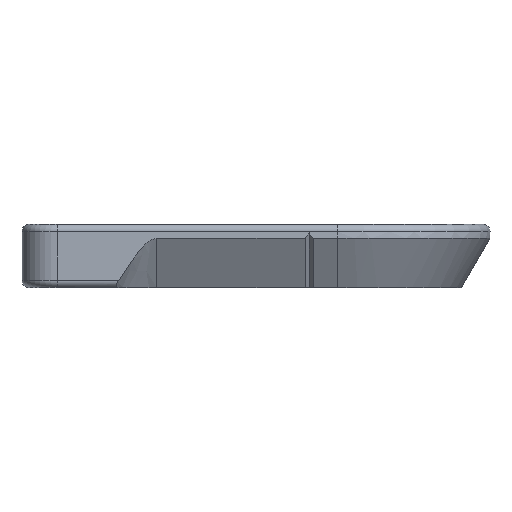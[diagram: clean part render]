
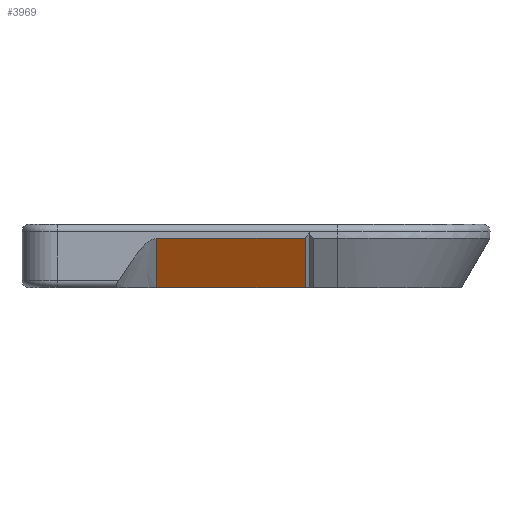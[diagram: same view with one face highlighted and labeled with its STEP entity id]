
A CAD part, left-side view. The second image highlights one B-rep face of the part: STEP entity #3969.
In plain terms, the highlighted planar face has unit normal (-0.866, 0, -0.5).
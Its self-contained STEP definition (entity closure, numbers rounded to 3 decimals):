
#836 = CARTESIAN_POINT ( 'NONE',  ( -17.5, 25.5, -4.45 ) ) ;
#1359 = CARTESIAN_POINT ( 'NONE',  ( -21.5, 4.571, 2.478 ) ) ;
#1861 = CARTESIAN_POINT ( 'NONE',  ( -21.5, 4.571, 2.478 ) ) ;
#2554 = CARTESIAN_POINT ( 'NONE',  ( -17.5, 4.571, -4.45 ) ) ;
#3830 = DIRECTION ( 'NONE',  ( 0.5, 0., -0.866 ) ) ;
#3969 = ADVANCED_FACE ( 'NONE', ( #14485 ), #16330, .F. ) ;
#4194 = CARTESIAN_POINT ( 'NONE',  ( -21.5, 25.5, 2.478 ) ) ;
#6749 = CARTESIAN_POINT ( 'NONE',  ( -20.167, 25.5, 0.169 ) ) ;
#6980 = ORIENTED_EDGE ( 'NONE', *, *, #14393, .T. ) ;
#7458 = B_SPLINE_CURVE_WITH_KNOTS ( 'NONE', 3,
 ( #12653, #25610, #16775, #14520 ),
 .UNSPECIFIED., .F., .F.,
 ( 4, 4 ),
 ( 0.179, 1. ),
 .UNSPECIFIED. ) ;
#7603 = CARTESIAN_POINT ( 'NONE',  ( -21.5, 0., 2.478 ) ) ;
#8017 = DIRECTION ( 'NONE',  ( 0.5, 0., -0.866 ) ) ;
#8070 = AXIS2_PLACEMENT_3D ( 'NONE', #7603, #23068, #8017 ) ;
#9431 = CARTESIAN_POINT ( 'NONE',  ( -17.5, 25.5, -4.45 ) ) ;
#9751 = EDGE_CURVE ( 'NONE', #25396, #22208, #24310, .T. ) ;
#10670 = ORIENTED_EDGE ( 'NONE', *, *, #23560, .T. ) ;
#12653 = CARTESIAN_POINT ( 'NONE',  ( -21.5, 4.571, 2.478 ) ) ;
#13309 = CARTESIAN_POINT ( 'NONE',  ( -17.5, 11.548, -4.45 ) ) ;
#13624 = CARTESIAN_POINT ( 'NONE',  ( -18.833, 25.5, -2.141 ) ) ;
#14052 = ORIENTED_EDGE ( 'NONE', *, *, #9751, .T. ) ;
#14393 = EDGE_CURVE ( 'NONE', #26315, #25396, #21023, .T. ) ;
#14485 = FACE_OUTER_BOUND ( 'NONE', #24303, .T. ) ;
#14520 = CARTESIAN_POINT ( 'NONE',  ( -21.5, 25.5, 2.478 ) ) ;
#16330 = PLANE ( 'NONE',  #8070 ) ;
#16775 = CARTESIAN_POINT ( 'NONE',  ( -21.5, 18.524, 2.478 ) ) ;
#17576 = CARTESIAN_POINT ( 'NONE',  ( -17.5, 18.524, -4.45 ) ) ;
#17742 = CARTESIAN_POINT ( 'NONE',  ( -21.5, 25.5, 2.478 ) ) ;
#19037 = ORIENTED_EDGE ( 'NONE', *, *, #23961, .F. ) ;
#19112 = VERTEX_POINT ( 'NONE', #1359 ) ;
#21023 = B_SPLINE_CURVE_WITH_KNOTS ( 'NONE', 3,
 ( #17742, #6749, #13624, #9431 ),
 .UNSPECIFIED., .F., .F.,
 ( 4, 4 ),
 ( 0., 1. ),
 .UNSPECIFIED. ) ;
#21111 = LINE ( 'NONE', #1861, #26066 ) ;
#22208 = VERTEX_POINT ( 'NONE', #25337 ) ;
#23068 = DIRECTION ( 'NONE',  ( 0.866, 0., 0.5 ) ) ;
#23560 = EDGE_CURVE ( 'NONE', #19112, #26315, #7458, .T. ) ;
#23961 = EDGE_CURVE ( 'NONE', #19112, #22208, #21111, .T. ) ;
#24303 = EDGE_LOOP ( 'NONE', ( #19037, #10670, #6980, #14052 ) ) ;
#24310 = B_SPLINE_CURVE_WITH_KNOTS ( 'NONE', 3,
 ( #836, #17576, #13309, #2554 ),
 .UNSPECIFIED., .F., .F.,
 ( 4, 4 ),
 ( 0., 0.821 ),
 .UNSPECIFIED. ) ;
#25337 = CARTESIAN_POINT ( 'NONE',  ( -17.5, 4.571, -4.45 ) ) ;
#25396 = VERTEX_POINT ( 'NONE', #26439 ) ;
#25610 = CARTESIAN_POINT ( 'NONE',  ( -21.5, 11.548, 2.478 ) ) ;
#26066 = VECTOR ( 'NONE', #3830, 1000. ) ;
#26315 = VERTEX_POINT ( 'NONE', #4194 ) ;
#26439 = CARTESIAN_POINT ( 'NONE',  ( -17.5, 25.5, -4.45 ) ) ;
